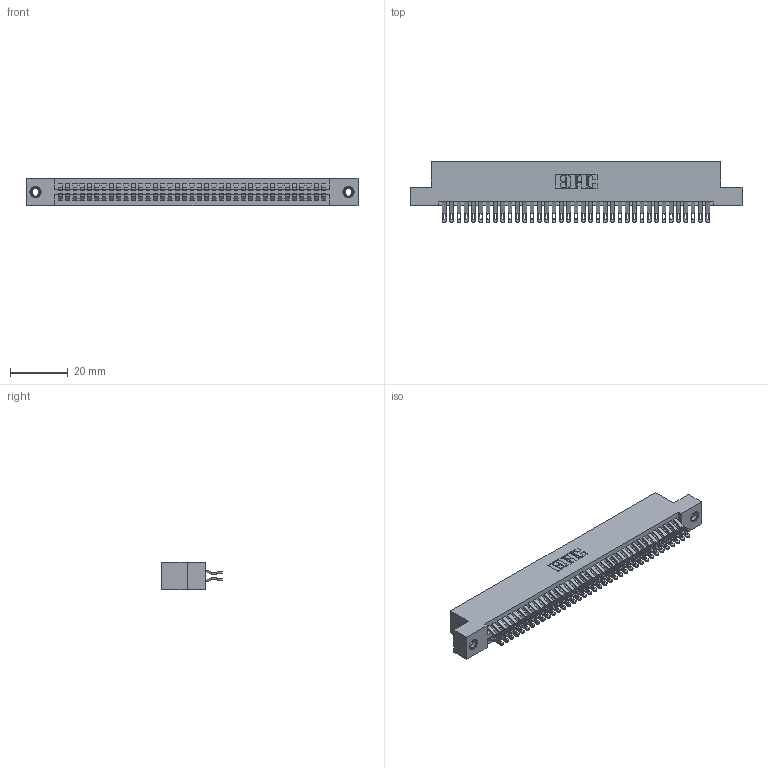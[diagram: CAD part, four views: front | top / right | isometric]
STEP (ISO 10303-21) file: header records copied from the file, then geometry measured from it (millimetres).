
FILE_DESCRIPTION (( 'STEP AP203' ), '1' );
FILE_NAME ('395-074-555-208.STEP', '2018-11-27T19:25:33', ( '' ), ( '' ), 'SwSTEP 2.0', 'SolidWorks 2016', '' );
FILE_SCHEMA (( 'CONFIG_CONTROL_DESIGN' ));
Length unit declared in the file: inch
Products named in the file (4): 345-292-001_555 Tail; 395-074-555-208; 345-250-001_345-250-003-102; 345 Part_Flush Mounting Lugs - 0.156 Dia-TI
Assembly tree (77 placements, depth 2):
  395-074-555-208
    345 Part_Flush Mounting Lugs - 0.156 Dia-TI
    345-292-001_555 Tail  x74
    345-250-001_345-250-003-102  x2
Bounding box: 115.19 x 21.13 x 9.4 mm (x, y, z)
Volume: 11351.3 mm3; surface area: 17442.2 mm2
Topology: 77 solids, 77 shells, 4330 faces, 13575 edges, 9042 vertices
Faces by surface type: plane 2406, cylinder 1908, cone 12, torus 4
Entity records: 31216 total; most frequent: CARTESIAN_POINT 5253, ORIENTED_EDGE 5150, DIRECTION 4633, EDGE_CURVE 2575, LINE 2255, VECTOR 2255, VERTEX_POINT 1712, AXIS2_PLACEMENT_3D 1189
